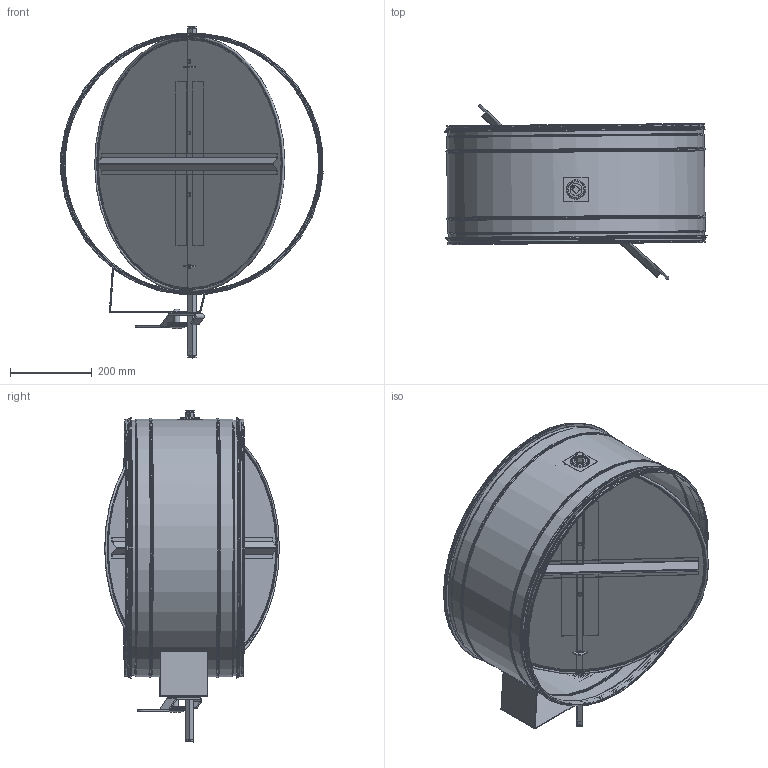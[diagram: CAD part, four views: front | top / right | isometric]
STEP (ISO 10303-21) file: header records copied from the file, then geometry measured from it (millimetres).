
FILE_DESCRIPTION((''),'2;1');
FILE_NAME('HISC-630.stp','2014-02-20T07:58:12',(''),(''),'Autodesk Inventor 2013','Autodesk Inventor 2013','');
FILE_SCHEMA(('AUTOMOTIVE_DESIGN { 1 2 10303 214 0 1 1 1 }'));
Length unit declared in the file: millimetre
Products named in the file (18): HISC-630; HISochHISC_Rör-11; Spjällhylla-630; Vagnsbult-M8x20; RattLåsvred; 999256; HandtagSpjäll; 999273; Lagerbuss; 143067; 116049_1; 999011; G-list-630; Stödprofil-580; Ändavslut; 90242___8_13-mattssons; Täckbricka; Cellgummi_40x26x2
Assembly tree (28 placements, depth 2):
  HISC-630
    HISochHISC_Rör-11
    Spjällhylla-630
    Vagnsbult-M8x20
    RattLåsvred
    999256  x2
    HandtagSpjäll
    999273
    Lagerbuss  x2
    143067
    116049_1
    999011  x2
    G-list-630
    Stödprofil-580
    Ändavslut  x2
    90242___8_13-mattssons  x6
    Täckbricka  x2
    Cellgummi_40x26x2  x2
Bounding box: 639.37 x 426.45 x 810.02 mm (x, y, z)
Volume: 1019580.6 mm3; surface area: 2517099.1 mm2
Topology: 29 solids, 30 shells, 1247 faces, 3146 edges, 1994 vertices
Faces by surface type: plane 736, cylinder 197, cone 156, torus 147, sphere 11
Full cylindrical faces by diameter (mm): 3.291 x42, 4.2 x36, 6.8 x1, 8 x1, 8.8 x6, 10 x3, 14 x1, 21 x1, 26 x2, 28 x4, 29 x2, 30 x2, 38 x2, 40 x2, 606.191 x2, 610 x1, 615 x1, 622.3 x1, 622.46 x1, 623.3 x1, 623.46 x1, 625.1 x2, 627.7 x11, 628.7 x5, 634.1 x2, 639.1 x2
Entity records: 29328 total; most frequent: CARTESIAN_POINT 6609, DIRECTION 4754, ORIENTED_EDGE 4414, EDGE_CURVE 2207, AXIS2_PLACEMENT_3D 1833, VERTEX_POINT 1484, VECTOR 1088, LINE 1088
